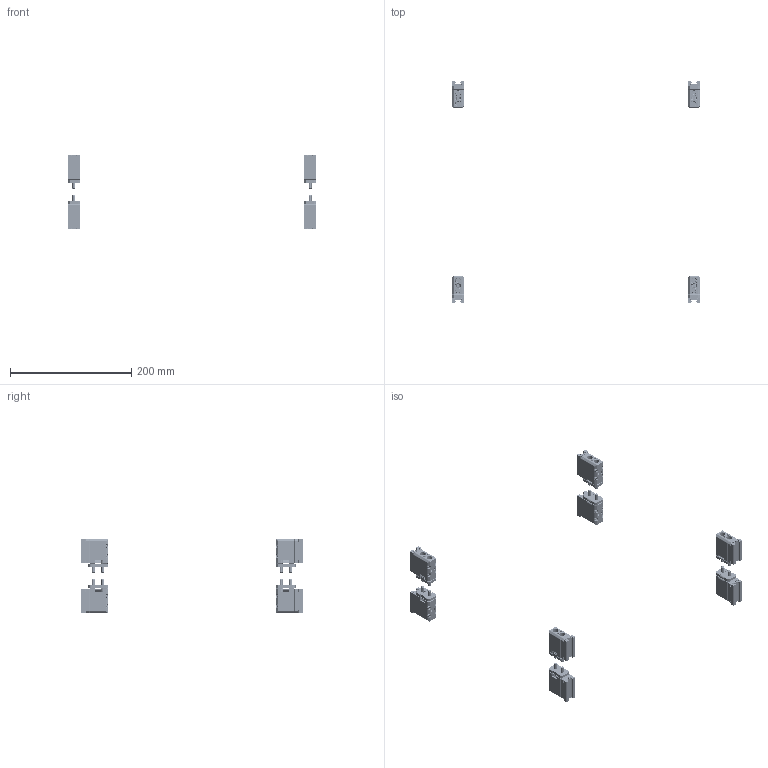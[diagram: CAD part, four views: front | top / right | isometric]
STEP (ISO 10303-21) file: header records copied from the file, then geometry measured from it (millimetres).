
FILE_DESCRIPTION(/* description */ ('','CAx-IF Rec.Pracs.---Representation and Presentation of Product Manufacturing Information (PMI)---4.0---2014-10-13'),/* implementation_level */ '2;1');
FILE_NAME(/* name */ '_8_Printed_V2_6mm_Z_joints_NP_NP_D.step',/* time_stamp */ '2025-01-28T17:06:56+01:00',/* author */ (''),/* organization */ (''),/* preprocessor_version */ 'ST-DEVELOPER v20',/* originating_system */ 'Autodesk Translation Framework v13.20.0.188',/* authorisation */ '');
FILE_SCHEMA (('AP242_MANAGED_MODEL_BASED_3D_ENGINEERING_MIM_LF { 1 0 10303 442 1 1 4 }'));
Products named in the file (24): _8_Printed_V2_6mm_Z_joints_NP_NP_D; Printed_V2_Z_belt_clamp; _Printed_V2_Z_joint_b_NP; _Printed_V2_Z_joint_hardware_NP; _Printed_V2_Z_joint_a_NP; _Printed_V2_Z_joint_hardware_NP_1; _Printed_V2_Z_joint_a_NP_1; _Printed_V2_Z_joint_hardware_NP_2; _Printed_V2_Z_joint_b_NP_1; _Printed_V2_Z_joint_hardware_NP_3; _Printed_V2_Z_joint_b_NP_2; _Printed_V2_Z_joint_hardware_NP_4; _Printed_V2_Z_joint_a_NP_2; _Printed_V2_Z_joint_hardware_NP_5; _Printed_V2_Z_joint_b_NP_3; Printed_V2_Z_joint_b; _Printed_V2_Z_joint_hardware_NP_6; _Printed_V2_Z_joint_a_NP_3; _Printed_V2_Z_joint_hardware_NP_7; M5x40 SHCS; M3x35 BHCS; _MGN9H; Printed_Hybrid_V2_Z_joint_spacer_NP; Printed_V2_Z_joint_a
Assembly tree (96 placements, depth 4):
  _8_Printed_V2_6mm_Z_joints_NP_NP_D
    Printed_V2_Z_belt_clamp  x8
    _Printed_V2_Z_joint_b_NP
      Printed_V2_Z_joint_b
      _MGN9H
      Printed_Hybrid_V2_Z_joint_spacer_NP
      _Printed_V2_Z_joint_hardware_NP
        M5x40 SHCS  x2
        M3x35 BHCS  x4
    _Printed_V2_Z_joint_a_NP
      _Printed_V2_Z_joint_hardware_NP_1
        M5x40 SHCS  x2
        M3x35 BHCS  x4
      _MGN9H
      Printed_Hybrid_V2_Z_joint_spacer_NP
      Printed_V2_Z_joint_a
    _Printed_V2_Z_joint_a_NP_1
      _Printed_V2_Z_joint_hardware_NP_2
        M5x40 SHCS  x2
        M3x35 BHCS  x4
      _MGN9H
      Printed_Hybrid_V2_Z_joint_spacer_NP
      Printed_V2_Z_joint_a
    _Printed_V2_Z_joint_b_NP_1
      Printed_V2_Z_joint_b
      _MGN9H
      Printed_Hybrid_V2_Z_joint_spacer_NP
      _Printed_V2_Z_joint_hardware_NP_3
        M5x40 SHCS  x2
        M3x35 BHCS  x4
    _Printed_V2_Z_joint_b_NP_2
      Printed_V2_Z_joint_b
      _MGN9H
      Printed_Hybrid_V2_Z_joint_spacer_NP
      _Printed_V2_Z_joint_hardware_NP_4
        M5x40 SHCS  x2
        M3x35 BHCS  x4
    _Printed_V2_Z_joint_a_NP_2
      _Printed_V2_Z_joint_hardware_NP_5
        M5x40 SHCS  x2
        M3x35 BHCS  x4
      _MGN9H
      Printed_Hybrid_V2_Z_joint_spacer_NP
      Printed_V2_Z_joint_a
    _Printed_V2_Z_joint_b_NP_3
      Printed_V2_Z_joint_b
      _MGN9H
      Printed_Hybrid_V2_Z_joint_spacer_NP
      _Printed_V2_Z_joint_hardware_NP_6
        M5x40 SHCS  x2
        M3x35 BHCS  x4
    _Printed_V2_Z_joint_a_NP_3
      _Printed_V2_Z_joint_hardware_NP_7
        M5x40 SHCS  x2
        M3x35 BHCS  x4
      _MGN9H
      Printed_Hybrid_V2_Z_joint_spacer_NP
      Printed_V2_Z_joint_a
Bounding box: 410.7 x 366 x 123.07 mm (x, y, z)
Volume: 259923.9 mm3; surface area: 167472.7 mm2
Topology: 144 solids, 144 shells, 14816 faces, 40936 edges, 26272 vertices
Faces by surface type: plane 6632, cylinder 4072, torus 2720, cone 1024, bspline 240, sphere 128
Full cylindrical faces by diameter (mm): 1.288 x40, 2.603 x32, 3 x64, 3.4 x64, 5 x16, 5.4 x16, 5.7 x32, 8.25 x16
Entity records: 52552 total; most frequent: CARTESIAN_POINT 14062, ORIENTED_EDGE 8098, DIRECTION 7935, EDGE_CURVE 4049, AXIS2_PLACEMENT_3D 3000, VERTEX_POINT 2574, LINE 1935, VECTOR 1935
